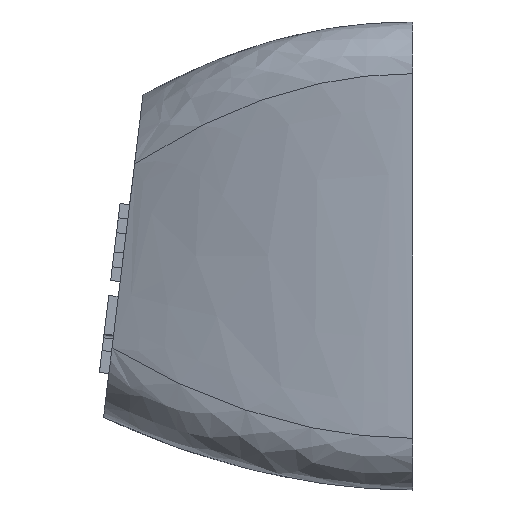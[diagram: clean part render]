
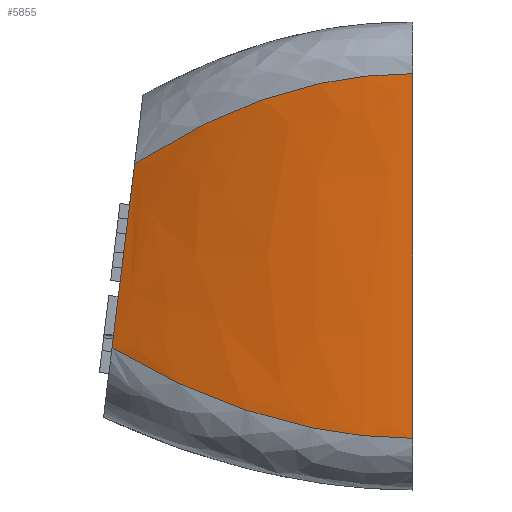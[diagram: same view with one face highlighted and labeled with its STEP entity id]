
A CAD part, left-side view. The second image highlights one B-rep face of the part: STEP entity #5855.
In plain terms, the highlighted free-form (B-spline) face has degree [3, 3] with [4, 4] control points.
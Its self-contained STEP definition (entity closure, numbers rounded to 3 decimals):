
#94=B_SPLINE_SURFACE_WITH_KNOTS('',3,3,((#9690,#9691,#9692,#9693),(#9694,
#9695,#9696,#9697),(#9698,#9699,#9700,#9701),(#9702,#9703,#9704,#9705)),
 .UNSPECIFIED.,.F.,.F.,.F.,(4,4),(4,4),(0.,1.),(0.,1.),.UNSPECIFIED.);
#281=B_SPLINE_CURVE_WITH_KNOTS('',3,(#9685,#9686,#9687,#9688),
 .UNSPECIFIED.,.F.,.F.,(4,4),(0.,1.),.UNSPECIFIED.);
#282=B_SPLINE_CURVE_WITH_KNOTS('',3,(#9709,#9710,#9711,#9712),
 .UNSPECIFIED.,.F.,.F.,(4,4),(0.,1.),.UNSPECIFIED.);
#622=FACE_OUTER_BOUND('',#935,.T.);
#935=EDGE_LOOP('',(#4753,#4754,#4755,#4756));
#1493=LINE('',#9707,#2086);
#1494=LINE('',#9713,#2087);
#2086=VECTOR('',#6940,10.);
#2087=VECTOR('',#6941,10.);
#2631=VERTEX_POINT('',#9682);
#2632=VERTEX_POINT('',#9684);
#2633=VERTEX_POINT('',#9706);
#2634=VERTEX_POINT('',#9708);
#3398=EDGE_CURVE('',#2631,#2632,#281,.T.);
#3400=EDGE_CURVE('',#2633,#2631,#1493,.T.);
#3401=EDGE_CURVE('',#2633,#2634,#282,.T.);
#3402=EDGE_CURVE('',#2634,#2632,#1494,.T.);
#4753=ORIENTED_EDGE('',*,*,#3400,.F.);
#4754=ORIENTED_EDGE('',*,*,#3401,.T.);
#4755=ORIENTED_EDGE('',*,*,#3402,.T.);
#4756=ORIENTED_EDGE('',*,*,#3398,.F.);
#5855=ADVANCED_FACE('',(#622),#94,.F.);
#6940=DIRECTION('',(0.,-0.122,0.993));
#6941=DIRECTION('',(0.,0.,1.));
#9682=CARTESIAN_POINT('',(2.7,10.752,12.606));
#9684=CARTESIAN_POINT('',(0.,0.,16.1));
#9685=CARTESIAN_POINT('Ctrl Pts',(2.7,10.752,12.606));
#9686=CARTESIAN_POINT('Ctrl Pts',(0.9,7.168,14.935));
#9687=CARTESIAN_POINT('Ctrl Pts',(0.,3.73,16.1));
#9688=CARTESIAN_POINT('Ctrl Pts',(0.,0.,16.1));
#9690=CARTESIAN_POINT('Ctrl Pts',(2.7,11.625,5.494));
#9691=CARTESIAN_POINT('Ctrl Pts',(0.9,7.75,3.165));
#9692=CARTESIAN_POINT('Ctrl Pts',(0.,3.73,
2.));
#9693=CARTESIAN_POINT('Ctrl Pts',(0.,0.,
2.));
#9694=CARTESIAN_POINT('Ctrl Pts',(2.7,11.453,6.897));
#9695=CARTESIAN_POINT('Ctrl Pts',(0.939,7.635,4.8));
#9696=CARTESIAN_POINT('Ctrl Pts',(0.,3.73,
3.047));
#9697=CARTESIAN_POINT('Ctrl Pts',(0.,0.,
3.047));
#9698=CARTESIAN_POINT('Ctrl Pts',(2.7,10.924,11.203));
#9699=CARTESIAN_POINT('Ctrl Pts',(0.939,7.283,13.3));
#9700=CARTESIAN_POINT('Ctrl Pts',(0.,3.73,
15.053));
#9701=CARTESIAN_POINT('Ctrl Pts',(0.,0.,
15.053));
#9702=CARTESIAN_POINT('Ctrl Pts',(2.7,10.752,12.606));
#9703=CARTESIAN_POINT('Ctrl Pts',(0.9,7.168,14.935));
#9704=CARTESIAN_POINT('Ctrl Pts',(0.,3.73,
16.1));
#9705=CARTESIAN_POINT('Ctrl Pts',(0.,0.,
16.1));
#9706=CARTESIAN_POINT('',(2.7,11.625,5.494));
#9707=CARTESIAN_POINT('',(2.7,10.752,12.606));
#9708=CARTESIAN_POINT('',(0.,0.,2.));
#9709=CARTESIAN_POINT('Ctrl Pts',(2.7,11.625,5.494));
#9710=CARTESIAN_POINT('Ctrl Pts',(0.9,7.75,3.165));
#9711=CARTESIAN_POINT('Ctrl Pts',(0.,3.73,
2.));
#9712=CARTESIAN_POINT('Ctrl Pts',(0.,0.,
2.));
#9713=CARTESIAN_POINT('',(0.,0.,16.1));
